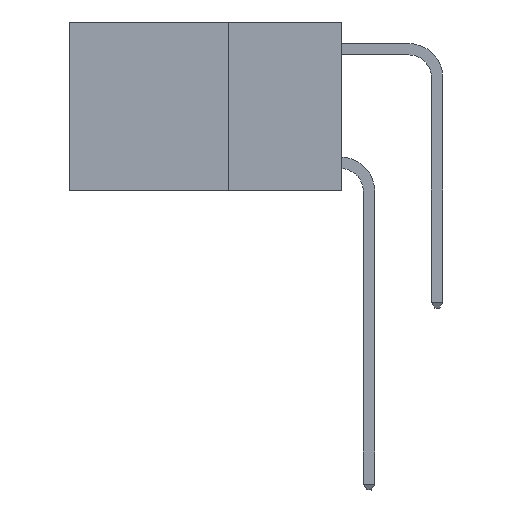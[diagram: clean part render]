
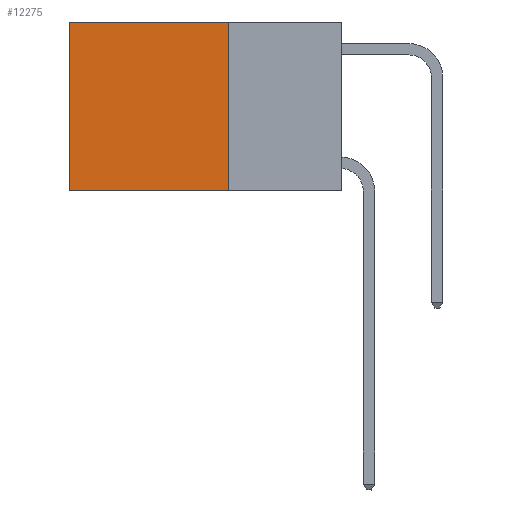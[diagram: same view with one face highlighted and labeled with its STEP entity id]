
A CAD part, left-side view. The second image highlights one B-rep face of the part: STEP entity #12275.
In plain terms, the highlighted planar face has unit normal (-1, 0, 0).
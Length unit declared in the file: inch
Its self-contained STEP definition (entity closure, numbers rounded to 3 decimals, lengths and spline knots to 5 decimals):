
#681 = ORIENTED_EDGE ( 'NONE', *, *, #5586, .T. ) ;
#1371 = DIRECTION ( 'NONE',  ( 0., 0., -1. ) ) ;
#1741 = EDGE_CURVE ( 'NONE', #2881, #4987, #9056, .T. ) ;
#2459 = DIRECTION ( 'NONE',  ( 0., 1., 0. ) ) ;
#2881 = VERTEX_POINT ( 'NONE', #16508 ) ;
#2925 = LINE ( 'NONE', #19269, #10723 ) ;
#4397 = VECTOR ( 'NONE', #11615, 39.37008 ) ;
#4860 = LINE ( 'NONE', #19088, #4397 ) ;
#4987 = VERTEX_POINT ( 'NONE', #8157 ) ;
#5566 = VERTEX_POINT ( 'NONE', #14760 ) ;
#5586 = EDGE_CURVE ( 'NONE', #2881, #14740, #8067, .T. ) ;
#5882 = ORIENTED_EDGE ( 'NONE', *, *, #1741, .F. ) ;
#5916 = ORIENTED_EDGE ( 'NONE', *, *, #12008, .T. ) ;
#7123 = DIRECTION ( 'NONE',  ( 0., 1., 0. ) ) ;
#7147 = CARTESIAN_POINT ( 'NONE',  ( 0.2625, 0.25, 0. ) ) ;
#8067 = LINE ( 'NONE', #7147, #16190 ) ;
#8157 = CARTESIAN_POINT ( 'NONE',  ( 0.2625, 0.25, -0.37 ) ) ;
#9056 = LINE ( 'NONE', #18759, #12622 ) ;
#10368 = CARTESIAN_POINT ( 'NONE',  ( 0.2625, 0.6, 0. ) ) ;
#10723 = VECTOR ( 'NONE', #7123, 39.37008 ) ;
#10744 = DIRECTION ( 'NONE',  ( 1., 0., 0. ) ) ;
#11615 = DIRECTION ( 'NONE',  ( 0., 0., -1. ) ) ;
#12008 = EDGE_CURVE ( 'NONE', #14740, #5566, #4860, .T. ) ;
#12096 = EDGE_CURVE ( 'NONE', #4987, #5566, #2925, .T. ) ;
#12275 = ADVANCED_FACE ( 'NONE', ( #16404 ), #19733, .F. ) ;
#12282 = ORIENTED_EDGE ( 'NONE', *, *, #12096, .F. ) ;
#12622 = VECTOR ( 'NONE', #19050, 39.37008 ) ;
#14740 = VERTEX_POINT ( 'NONE', #10368 ) ;
#14760 = CARTESIAN_POINT ( 'NONE',  ( 0.2625, 0.6, -0.37 ) ) ;
#15262 = CARTESIAN_POINT ( 'NONE',  ( 0.2625, 0.25, 0. ) ) ;
#16190 = VECTOR ( 'NONE', #2459, 39.37008 ) ;
#16404 = FACE_OUTER_BOUND ( 'NONE', #16683, .T. ) ;
#16508 = CARTESIAN_POINT ( 'NONE',  ( 0.2625, 0.25, 0. ) ) ;
#16683 = EDGE_LOOP ( 'NONE', ( #5916, #12282, #5882, #681 ) ) ;
#18546 = AXIS2_PLACEMENT_3D ( 'NONE', #15262, #10744, #1371 ) ;
#18759 = CARTESIAN_POINT ( 'NONE',  ( 0.2625, 0.25, 0. ) ) ;
#19050 = DIRECTION ( 'NONE',  ( 0., 0., -1. ) ) ;
#19088 = CARTESIAN_POINT ( 'NONE',  ( 0.2625, 0.6, 0. ) ) ;
#19269 = CARTESIAN_POINT ( 'NONE',  ( 0.2625, 0.25, -0.37 ) ) ;
#19733 = PLANE ( 'NONE',  #18546 ) ;
